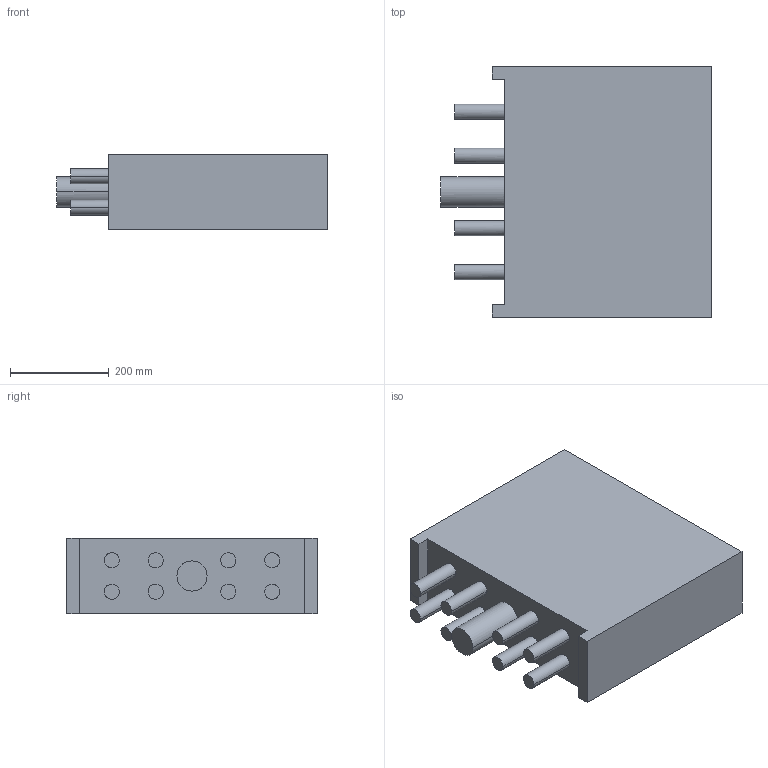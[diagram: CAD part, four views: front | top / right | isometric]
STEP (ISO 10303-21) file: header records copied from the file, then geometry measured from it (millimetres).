
FILE_DESCRIPTION(('CATIA V5 STEP Exchange'),'2;1');
FILE_NAME('ale_elc_prt_01.stp','2023-02-21T09:53:29+00:00',('none'),('none'),'CATIA Version 5 Release 21 GA (IN-10)','CATIA V5 STEP AP203','none');
FILE_SCHEMA(('CONFIG_CONTROL_DESIGN'));
Length unit declared in the file: millimetre
Products named in the file (1): ALE_ELC_PRT_01
Bounding box: 548.64 x 508 x 152.4 mm (x, y, z)
Volume: 28452253 mm3; surface area: 932959.6 mm2
Topology: 1 solids, 1 shells, 42 faces, 90 edges, 60 vertices
Faces by surface type: plane 24, cylinder 18
Entity records: 1534 total; most frequent: CARTESIAN_POINT 607, ORIENTED_EDGE 180, DIRECTION 156, EDGE_CURVE 90, AXIS2_PLACEMENT_3D 61, VERTEX_POINT 60, VECTOR 54, LINE 54
